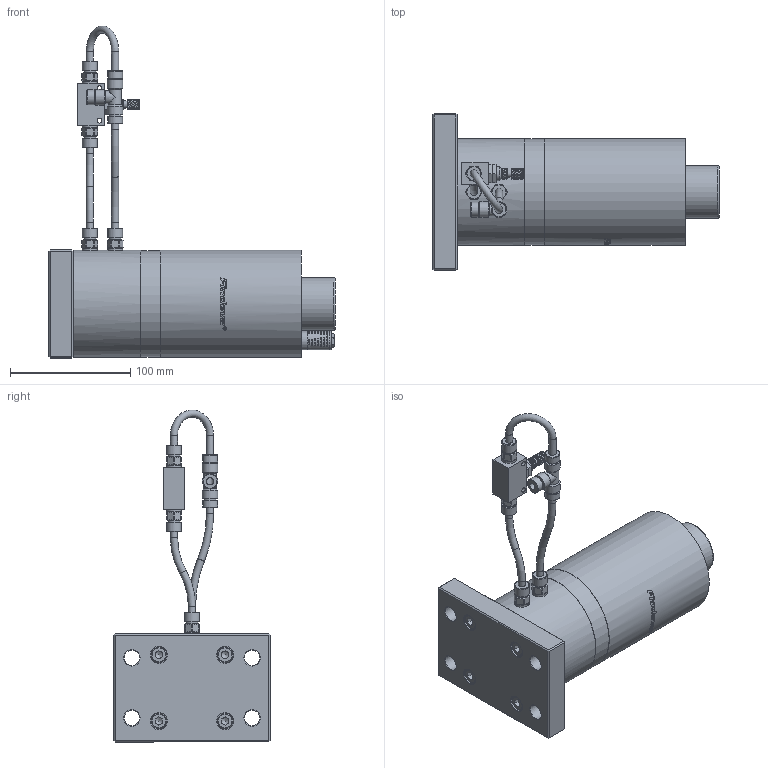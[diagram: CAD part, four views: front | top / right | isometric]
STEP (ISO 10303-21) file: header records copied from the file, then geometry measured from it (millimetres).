
FILE_DESCRIPTION((''),'2;1');
FILE_NAME('4300-00-M.stp','2012-02-21T15:09:52',('Petr'),(''),'Autodesk Inventor 2011','Autodesk Inventor 2011','');
FILE_SCHEMA(('CONFIG_CONTROL_DESIGN'));
Length unit declared in the file: millimetre
Products named in the file (1): 4300-00-M
Bounding box: 238 x 130 x 276.24 mm (x, y, z)
Volume: 1474602.8 mm3; surface area: 133816.1 mm2
Topology: 6 solids, 30 shells, 1491 faces, 3239 edges, 1875 vertices
Faces by surface type: bspline 628, plane 354, cylinder 318, cone 154, torus 37
Full cylindrical faces by diameter (mm): 2 x2, 4 x8, 4.917 x6, 6 x25, 6.2 x6, 6.647 x4, 8 x8, 8.4 x4, 8.8 x1, 8.89 x3, 9.73 x4, 10 x13, 10.5 x8, 12 x1, 12.5 x11, 13 x11, 13.5 x4, 14.8 x1, 15.48 x2, 15.5 x1, 44 x1, 60 x2, 61 x2, 67 x4, 88.5 x1, 89 x2
Entity records: 65644 total; most frequent: CARTESIAN_POINT 38608, ORIENTED_EDGE 5766, DIRECTION 3535, EDGE_CURVE 2883, EDGE_LOOP 1893, VERTEX_POINT 1770, B_SPLINE_CURVE_WITH_KNOTS 1612, AXIS2_PLACEMENT_3D 1514
